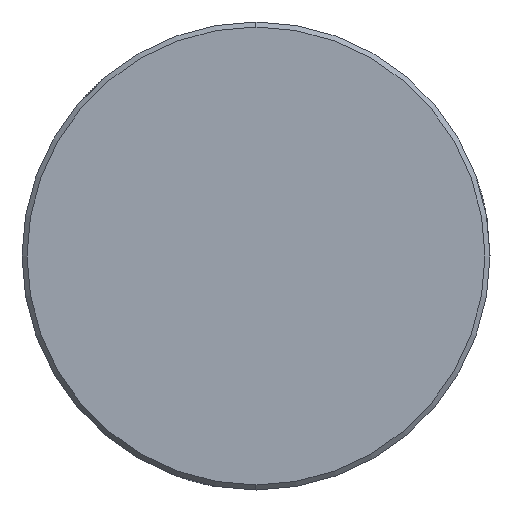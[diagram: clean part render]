
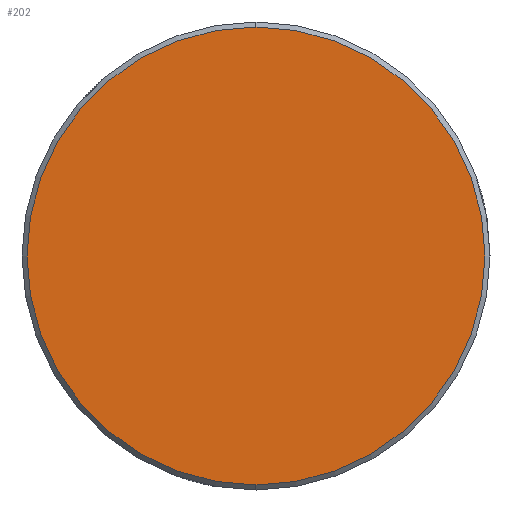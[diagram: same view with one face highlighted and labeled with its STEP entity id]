
A CAD part, left-side view. The second image highlights one B-rep face of the part: STEP entity #202.
In plain terms, the highlighted planar face has unit normal (-1, 0, 0).
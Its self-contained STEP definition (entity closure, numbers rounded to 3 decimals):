
#12 = AXIS2_PLACEMENT_3D ( 'NONE', #958, #1037, #871 ) ;
#47 = CARTESIAN_POINT ( 'NONE',  ( -111.5, 0., 13.7 ) ) ;
#58 = CIRCLE ( 'NONE', #1100, 13.7 ) ;
#68 = DIRECTION ( 'NONE',  ( -1., 0., 0. ) ) ;
#90 = AXIS2_PLACEMENT_3D ( 'NONE', #486, #1107, #293 ) ;
#202 = ADVANCED_FACE ( 'NONE', ( #638 ), #382, .T. ) ;
#213 = ORIENTED_EDGE ( 'NONE', *, *, #618, .T. ) ;
#235 = ORIENTED_EDGE ( 'NONE', *, *, #581, .T. ) ;
#289 = CIRCLE ( 'NONE', #12, 13.7 ) ;
#293 = DIRECTION ( 'NONE',  ( 0., 0., 1. ) ) ;
#382 = PLANE ( 'NONE',  #90 ) ;
#482 = EDGE_LOOP ( 'NONE', ( #213, #235 ) ) ;
#486 = CARTESIAN_POINT ( 'NONE',  ( -111.5, -13.864, -13.864 ) ) ;
#581 = EDGE_CURVE ( 'NONE', #983, #742, #58, .T. ) ;
#614 = CARTESIAN_POINT ( 'NONE',  ( -111.5, 0., -13.7 ) ) ;
#618 = EDGE_CURVE ( 'NONE', #742, #983, #289, .T. ) ;
#638 = FACE_OUTER_BOUND ( 'NONE', #482, .T. ) ;
#742 = VERTEX_POINT ( 'NONE', #614 ) ;
#783 = CARTESIAN_POINT ( 'NONE',  ( -111.5, 0., 0. ) ) ;
#871 = DIRECTION ( 'NONE',  ( 0., 0., -1. ) ) ;
#958 = CARTESIAN_POINT ( 'NONE',  ( -111.5, 0., 0. ) ) ;
#983 = VERTEX_POINT ( 'NONE', #47 ) ;
#1037 = DIRECTION ( 'NONE',  ( -1., 0., 0. ) ) ;
#1054 = DIRECTION ( 'NONE',  ( 0., 0., -1. ) ) ;
#1100 = AXIS2_PLACEMENT_3D ( 'NONE', #783, #68, #1054 ) ;
#1107 = DIRECTION ( 'NONE',  ( -1., 0., 0. ) ) ;
